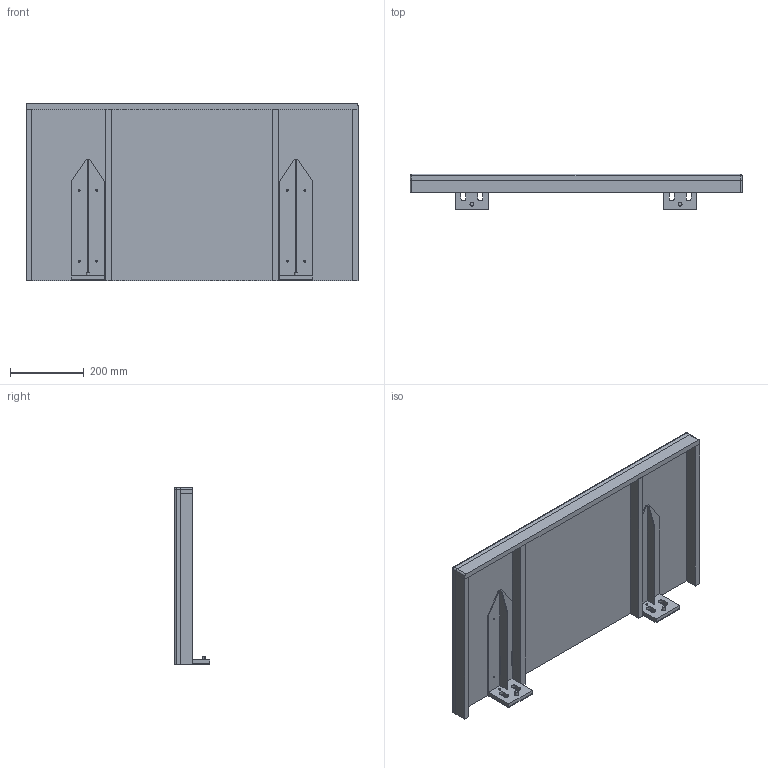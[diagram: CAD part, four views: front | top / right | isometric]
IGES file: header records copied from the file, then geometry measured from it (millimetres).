
Start section: SolidWorks IGES file using analytic representation for surfaces
Global section: file name: 66634+66635+66636+66637+66638+66639 90 cm ince tezgah.IGS; native system: SolidWorks 2020; preprocessor: SolidWorks 2020; author: nergis.ozcan; date: 210211.132824; units: millimetre
Bounding box: 900 x 96 x 480 mm (x, y, z)
Surface area: 1386832.6 mm2 (no closed solid volume)
Topology: 0 solids, 0 shells, 179 faces, 4308 edges, 5169 vertices
Faces by surface type: bspline 110, revolution 69
